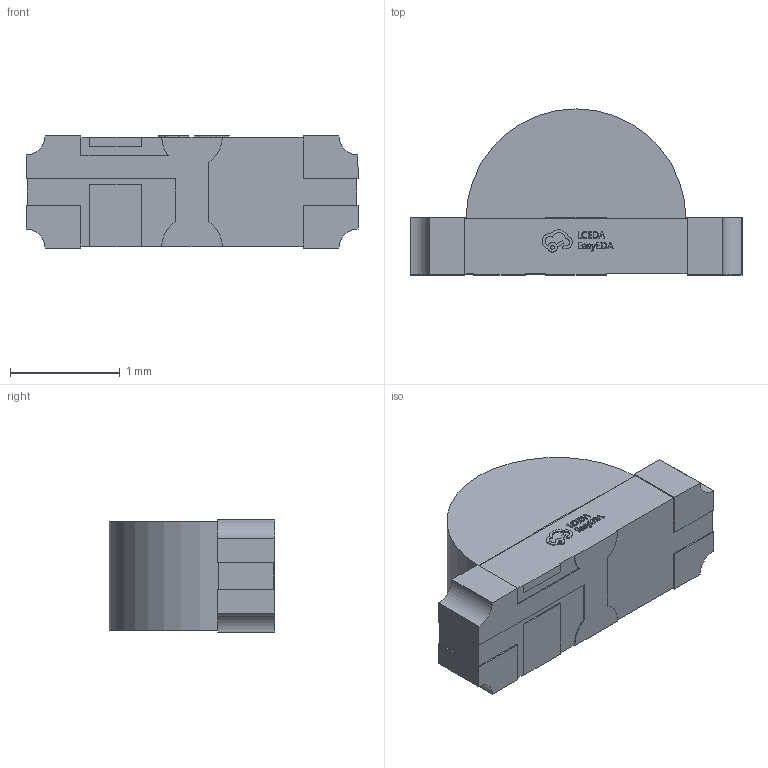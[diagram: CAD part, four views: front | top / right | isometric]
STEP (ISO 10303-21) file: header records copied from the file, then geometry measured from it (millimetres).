
FILE_DESCRIPTION (( 'STEP AP214' ), '1' );
FILE_NAME ('LED-ARRAY-SMD_3P-L3.0-W1.5-H1.0.step', '2022-07-08T11:14:00', ( '' ), ( '' ), 'SwSTEP 2.0', 'SolidWorks 2020', '' );
FILE_SCHEMA (( 'AUTOMOTIVE_DESIGN' ));
Length unit declared in the file: millimetre
Products named in the file (1): LED-ARRAY-SMD_3P-L3.0-W1.5-H1.0
Bounding box: 3.02 x 1.51 x 1.02 mm (x, y, z)
Volume: 3.1 mm3; surface area: 18.4 mm2
Topology: 2 solids, 2 shells, 301 faces, 834 edges, 556 vertices
Faces by surface type: plane 186, bspline 98, cylinder 17
Entity records: 13331 total; most frequent: CARTESIAN_POINT 2998, ORIENTED_EDGE 1668, DIRECTION 1076, EDGE_CURVE 834, LINE 600, VECTOR 600, VERTEX_POINT 556, EDGE_LOOP 320
